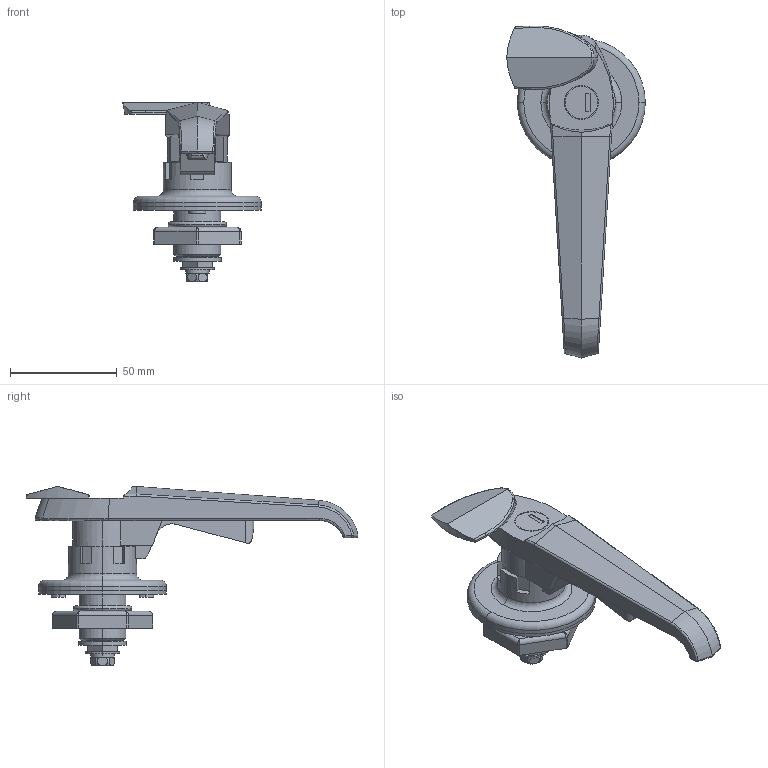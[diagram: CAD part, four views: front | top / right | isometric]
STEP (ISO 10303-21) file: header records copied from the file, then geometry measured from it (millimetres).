
FILE_DESCRIPTION (( 'STEP AP203' ), '1' );
FILE_NAME ('sone3D.STEP', '2016-03-02T05:58:48', ( '' ), ( '' ), 'SwSTEP 2.0', 'SolidWorks 2012', '' );
FILE_SCHEMA (( 'CONFIG_CONTROL_DESIGN' ));
Length unit declared in the file: millimetre
Products named in the file (11): A-1140-W-1六角ナット_; A-1140-W-1本体__-1-1(鍵付き); A-1140-W-1受座_; A-1140-W-1僷僢僉儞_; sone3D; A-1140-W-1リングワッシャー_; ダミーローター__#TAK60-4_; A-1140-W-1蓋__-1-2(鍵無し); A-1140-W-1M6僱僕__M6亊14; A-1140-W-1平ワッシャー_; A-1140-W-1角穴スペーサ__t2.0
Assembly tree (10 placements, depth 2):
  sone3D
    A-1140-W-1僷僢僉儞_
    A-1140-W-1受座_
    A-1140-W-1本体__-1-1(鍵付き)
    A-1140-W-1六角ナット_
    A-1140-W-1角穴スペーサ__t2.0
    A-1140-W-1平ワッシャー_
    A-1140-W-1M6僱僕__M6亊14
    A-1140-W-1蓋__-1-2(鍵無し)
    ダミーローター__#TAK60-4_
    A-1140-W-1リングワッシャー_
Bounding box: 65 x 155.7 x 84 mm (x, y, z)
Volume: 101366.7 mm3; surface area: 44289.1 mm2
Topology: 10 solids, 10 shells, 293 faces, 695 edges, 437 vertices
Faces by surface type: plane 137, cylinder 96, bspline 38, torus 14, cone 6, sphere 2
Entity records: 11134 total; most frequent: CARTESIAN_POINT 3432, ORIENTED_EDGE 1378, DIRECTION 1327, EDGE_CURVE 689, AXIS2_PLACEMENT_3D 492, VERTEX_POINT 437, VECTOR 343, LINE 343
